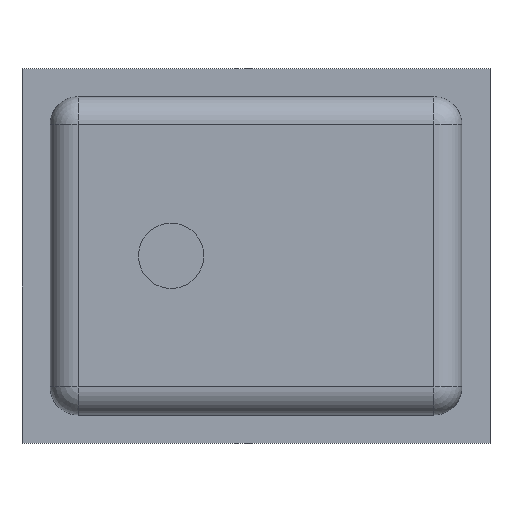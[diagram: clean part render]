
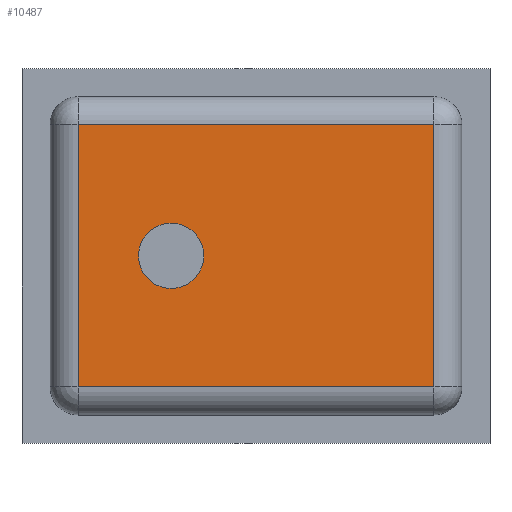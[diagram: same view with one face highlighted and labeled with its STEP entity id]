
A CAD part, top view. The second image highlights one B-rep face of the part: STEP entity #10487.
In plain terms, the highlighted planar face has unit normal (0, 0, 1).
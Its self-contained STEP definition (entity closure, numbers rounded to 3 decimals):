
#545 = CARTESIAN_POINT ( 'NONE',  ( -1.9, 1.4, 1.61 ) ) ;
#644 = VERTEX_POINT ( 'NONE', #9896 ) ;
#872 = CARTESIAN_POINT ( 'NONE',  ( -0.557, 0., 1.61 ) ) ;
#1625 = ORIENTED_EDGE ( 'NONE', *, *, #8391, .T. ) ;
#1712 = DIRECTION ( 'NONE',  ( 0., 0., 1. ) ) ;
#1937 = VECTOR ( 'NONE', #12735, 1000. ) ;
#2341 = DIRECTION ( 'NONE',  ( 0., 0., -1. ) ) ;
#2345 = EDGE_CURVE ( 'NONE', #644, #7897, #11572, .T. ) ;
#2389 = EDGE_CURVE ( 'NONE', #9266, #8686, #2899, .T. ) ;
#2475 = FACE_BOUND ( 'NONE', #12648, .T. ) ;
#2501 = EDGE_CURVE ( 'NONE', #9564, #644, #9376, .T. ) ;
#2899 = CIRCLE ( 'NONE', #9190, 0.349 ) ;
#2957 = DIRECTION ( 'NONE',  ( 1., 0., 0. ) ) ;
#3271 = CIRCLE ( 'NONE', #10865, 0.349 ) ;
#3343 = VECTOR ( 'NONE', #12496, 1000. ) ;
#3424 = DIRECTION ( 'NONE',  ( 0., -1., 0. ) ) ;
#4118 = DIRECTION ( 'NONE',  ( -1., 0., 0. ) ) ;
#4774 = DIRECTION ( 'NONE',  ( 1., 0., 0. ) ) ;
#4960 = ORIENTED_EDGE ( 'NONE', *, *, #12895, .F. ) ;
#5392 = EDGE_LOOP ( 'NONE', ( #10763, #12885, #1625, #8562 ) ) ;
#5493 = CARTESIAN_POINT ( 'NONE',  ( -1.9, -1.4, 1.61 ) ) ;
#5597 = FACE_OUTER_BOUND ( 'NONE', #5392, .T. ) ;
#5657 = CARTESIAN_POINT ( 'NONE',  ( -0.906, 0., 1.61 ) ) ;
#5663 = CARTESIAN_POINT ( 'NONE',  ( -1.9, -1.4, 1.61 ) ) ;
#5848 = DIRECTION ( 'NONE',  ( 1., 0., 0. ) ) ;
#5941 = DIRECTION ( 'NONE',  ( 0., 0., 1. ) ) ;
#6207 = CARTESIAN_POINT ( 'NONE',  ( -1.9, -1.4, 1.61 ) ) ;
#6413 = CARTESIAN_POINT ( 'NONE',  ( 1.9, -1.4, 1.61 ) ) ;
#6561 = CARTESIAN_POINT ( 'NONE',  ( -1.255, 0., 1.61 ) ) ;
#6644 = LINE ( 'NONE', #5493, #1937 ) ;
#7073 = CARTESIAN_POINT ( 'NONE',  ( 1.9, -1.4, 1.61 ) ) ;
#7897 = VERTEX_POINT ( 'NONE', #545 ) ;
#8003 = CARTESIAN_POINT ( 'NONE',  ( -0.906, 0., 1.61 ) ) ;
#8339 = VECTOR ( 'NONE', #4118, 1000. ) ;
#8391 = EDGE_CURVE ( 'NONE', #9749, #9564, #12385, .T. ) ;
#8562 = ORIENTED_EDGE ( 'NONE', *, *, #2501, .T. ) ;
#8686 = VERTEX_POINT ( 'NONE', #872 ) ;
#8881 = EDGE_CURVE ( 'NONE', #7897, #9749, #6644, .T. ) ;
#9140 = AXIS2_PLACEMENT_3D ( 'NONE', #5663, #2341, #3424 ) ;
#9190 = AXIS2_PLACEMENT_3D ( 'NONE', #5657, #5941, #4774 ) ;
#9266 = VERTEX_POINT ( 'NONE', #6561 ) ;
#9376 = LINE ( 'NONE', #7073, #3343 ) ;
#9398 = CARTESIAN_POINT ( 'NONE',  ( -1.9, -1.4, 1.61 ) ) ;
#9564 = VERTEX_POINT ( 'NONE', #6413 ) ;
#9749 = VERTEX_POINT ( 'NONE', #6207 ) ;
#9896 = CARTESIAN_POINT ( 'NONE',  ( 1.9, 1.4, 1.61 ) ) ;
#10357 = CARTESIAN_POINT ( 'NONE',  ( -1.9, 1.4, 1.61 ) ) ;
#10487 = ADVANCED_FACE ( 'NONE', ( #2475, #5597 ), #11625, .F. ) ;
#10763 = ORIENTED_EDGE ( 'NONE', *, *, #2345, .T. ) ;
#10865 = AXIS2_PLACEMENT_3D ( 'NONE', #8003, #1712, #5848 ) ;
#10991 = ORIENTED_EDGE ( 'NONE', *, *, #2389, .F. ) ;
#11572 = LINE ( 'NONE', #10357, #8339 ) ;
#11625 = PLANE ( 'NONE',  #9140 ) ;
#12230 = VECTOR ( 'NONE', #2957, 1000. ) ;
#12385 = LINE ( 'NONE', #9398, #12230 ) ;
#12496 = DIRECTION ( 'NONE',  ( 0., 1., 0. ) ) ;
#12648 = EDGE_LOOP ( 'NONE', ( #4960, #10991 ) ) ;
#12735 = DIRECTION ( 'NONE',  ( 0., -1., 0. ) ) ;
#12885 = ORIENTED_EDGE ( 'NONE', *, *, #8881, .T. ) ;
#12895 = EDGE_CURVE ( 'NONE', #8686, #9266, #3271, .T. ) ;
